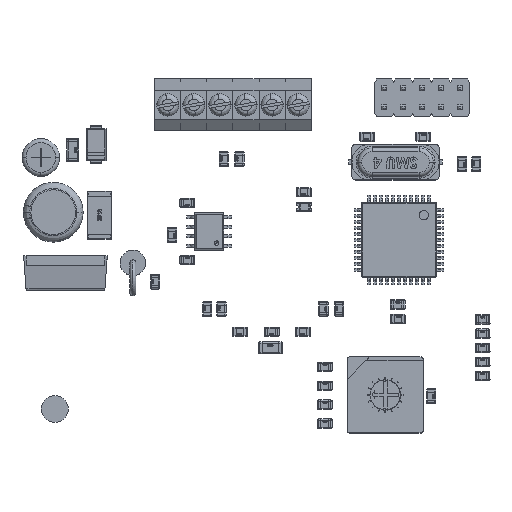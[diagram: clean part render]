
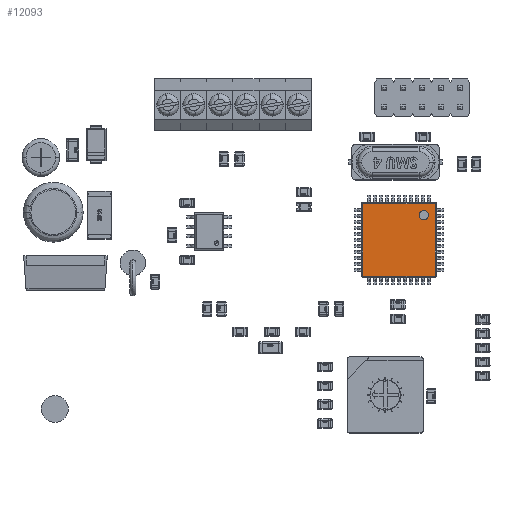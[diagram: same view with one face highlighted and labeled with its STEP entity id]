
A CAD part, top view. The second image highlights one B-rep face of the part: STEP entity #12093.
In plain terms, the highlighted planar face has unit normal (0, 0, 1).
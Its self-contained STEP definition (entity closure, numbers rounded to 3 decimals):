
#11917 = VERTEX_POINT('',#11918);
#11918 = CARTESIAN_POINT('',(0.14,0.14,1.2));
#11925 = EDGE_CURVE('',#11917,#11926,#11928,.T.);
#11926 = VERTEX_POINT('',#11927);
#11927 = CARTESIAN_POINT('',(0.14,9.86,1.2));
#11928 = LINE('',#11929,#11930);
#11929 = CARTESIAN_POINT('',(0.14,0.05,1.2));
#11930 = VECTOR('',#11931,1.);
#11931 = DIRECTION('',(0.,1.,0.));
#11968 = VERTEX_POINT('',#11969);
#11969 = CARTESIAN_POINT('',(9.86,0.14,1.2));
#11976 = EDGE_CURVE('',#11917,#11968,#11977,.T.);
#11977 = LINE('',#11978,#11979);
#11978 = CARTESIAN_POINT('',(0.05,0.14,1.2));
#11979 = VECTOR('',#11980,1.);
#11980 = DIRECTION('',(1.,0.,0.));
#12022 = EDGE_CURVE('',#11926,#12023,#12025,.T.);
#12023 = VERTEX_POINT('',#12024);
#12024 = CARTESIAN_POINT('',(9.86,9.86,1.2));
#12025 = LINE('',#12026,#12027);
#12026 = CARTESIAN_POINT('',(0.05,9.86,1.2));
#12027 = VECTOR('',#12028,1.);
#12028 = DIRECTION('',(1.,0.,0.));
#12053 = EDGE_CURVE('',#11968,#12023,#12054,.T.);
#12054 = LINE('',#12055,#12056);
#12055 = CARTESIAN_POINT('',(9.86,0.05,1.2));
#12056 = VECTOR('',#12057,1.);
#12057 = DIRECTION('',(0.,1.,0.));
#12093 = ADVANCED_FACE('',(#12094,#12100),#12111,.T.);
#12094 = FACE_BOUND('',#12095,.T.);
#12095 = EDGE_LOOP('',(#12096,#12097,#12098,#12099));
#12096 = ORIENTED_EDGE('',*,*,#11925,.F.);
#12097 = ORIENTED_EDGE('',*,*,#11976,.T.);
#12098 = ORIENTED_EDGE('',*,*,#12053,.T.);
#12099 = ORIENTED_EDGE('',*,*,#12022,.F.);
#12100 = FACE_BOUND('',#12101,.T.);
#12101 = EDGE_LOOP('',(#12102));
#12102 = ORIENTED_EDGE('',*,*,#12103,.F.);
#12103 = EDGE_CURVE('',#12104,#12104,#12106,.T.);
#12104 = VERTEX_POINT('',#12105);
#12105 = CARTESIAN_POINT('',(2.292,8.333,1.2));
#12106 = CIRCLE('',#12107,0.625);
#12107 = AXIS2_PLACEMENT_3D('',#12108,#12109,#12110);
#12108 = CARTESIAN_POINT('',(1.667,8.333,1.2));
#12109 = DIRECTION('',(0.,0.,1.));
#12110 = DIRECTION('',(1.,0.,0.));
#12111 = PLANE('',#12112);
#12112 = AXIS2_PLACEMENT_3D('',#12113,#12114,#12115);
#12113 = CARTESIAN_POINT('',(0.,0.,1.2));
#12114 = DIRECTION('',(0.,0.,1.));
#12115 = DIRECTION('',(1.,0.,0.));
